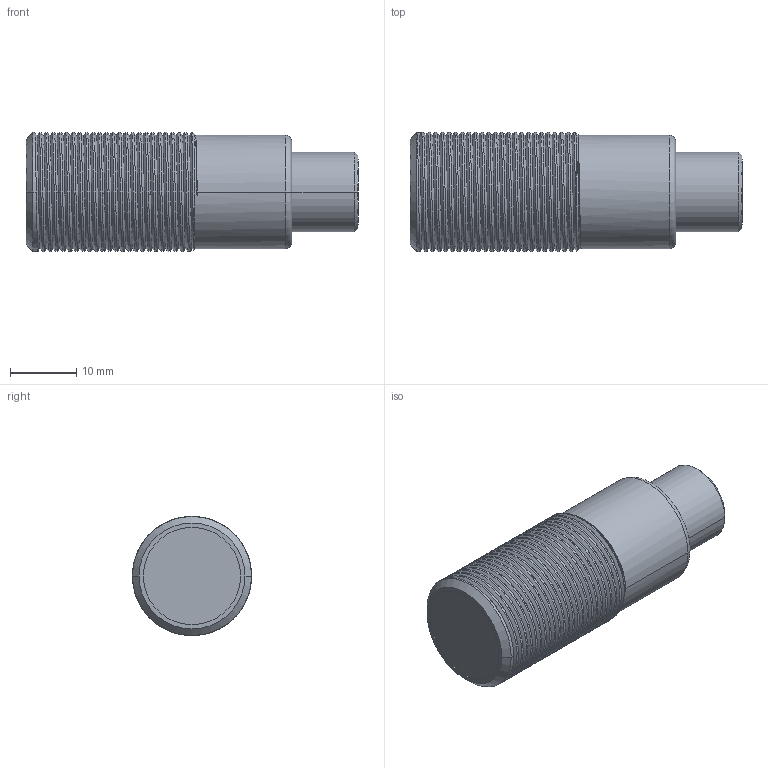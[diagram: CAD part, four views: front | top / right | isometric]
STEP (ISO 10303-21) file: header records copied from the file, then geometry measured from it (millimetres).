
FILE_DESCRIPTION((''),'2;1');
FILE_NAME('873M_STRAIGHT','2012-05-17T',('Administrator'),(''),'PRO/ENGINEER BY PARAMETRIC TECHNOLOGY CORPORATION, 2006010','PRO/ENGINEER BY PARAMETRIC TECHNOLOGY CORPORATION, 2006010','');
FILE_SCHEMA(('CONFIG_CONTROL_DESIGN'));
Length unit declared in the file: millimetre
Products named in the file (1): 873M_STRAIGHT
Bounding box: 50.2 x 18 x 18 mm (x, y, z)
Volume: 10175.7 mm3; surface area: 3798.3 mm2
Topology: 1 solids, 1 shells, 85 faces, 226 edges, 146 vertices
Faces by surface type: cylinder 56, bspline 14, plane 8, cone 5, torus 2
Entity records: 9021 total; most frequent: CARTESIAN_POINT 7126, ORIENTED_EDGE 452, DIRECTION 276, EDGE_CURVE 226, VERTEX_POINT 146, B_SPLINE_CURVE_WITH_KNOTS 120, AXIS2_PLACEMENT_3D 99, EDGE_LOOP 88
